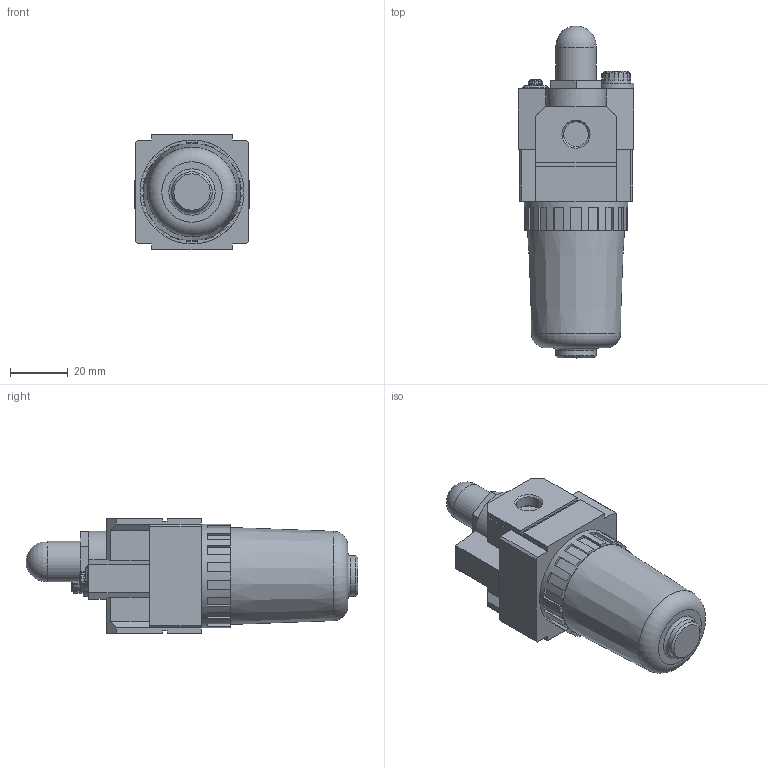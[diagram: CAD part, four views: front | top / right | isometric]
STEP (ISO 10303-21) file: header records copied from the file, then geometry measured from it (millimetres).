
FILE_DESCRIPTION(/* description */ ('STEP AP203'),/* implementation_level */ '2;1');
FILE_NAME(/* name */ 'EIL2000-01',/* time_stamp */ '2025-07-02T17:00:17+02:00',/* author */ ('License CC BY-ND 4.0'),/* organization */ ('CADENAS'),/* preprocessor_version */ 'ST-DEVELOPER v19.3',/* originating_system */ 'PARTsolutions',/* authorisation */ ' ');
FILE_SCHEMA (('CONFIG_CONTROL_DESIGN'));
Length unit declared in the file: millimetre
Products named in the file (1): EIL2000-01
Bounding box: 40 x 115 x 40 mm (x, y, z)
Volume: 94726.1 mm3; surface area: 16003.1 mm2
Topology: 1 solids, 1 shells, 259 faces, 705 edges, 460 vertices
Faces by surface type: plane 225, cone 17, cylinder 14, torus 2, sphere 1
Full cylindrical faces by diameter (mm): 3.242 x4, 5 x1, 8.566 x2, 9 x1, 10 x1, 13.96 x1, 14 x1, 36 x1
Entity records: 7935 total; most frequent: CARTESIAN_POINT 1539, ORIENTED_EDGE 1330, DIRECTION 1255, EDGE_CURVE 665, LINE 487, VECTOR 487, VERTEX_POINT 452, AXIS2_PLACEMENT_3D 384
